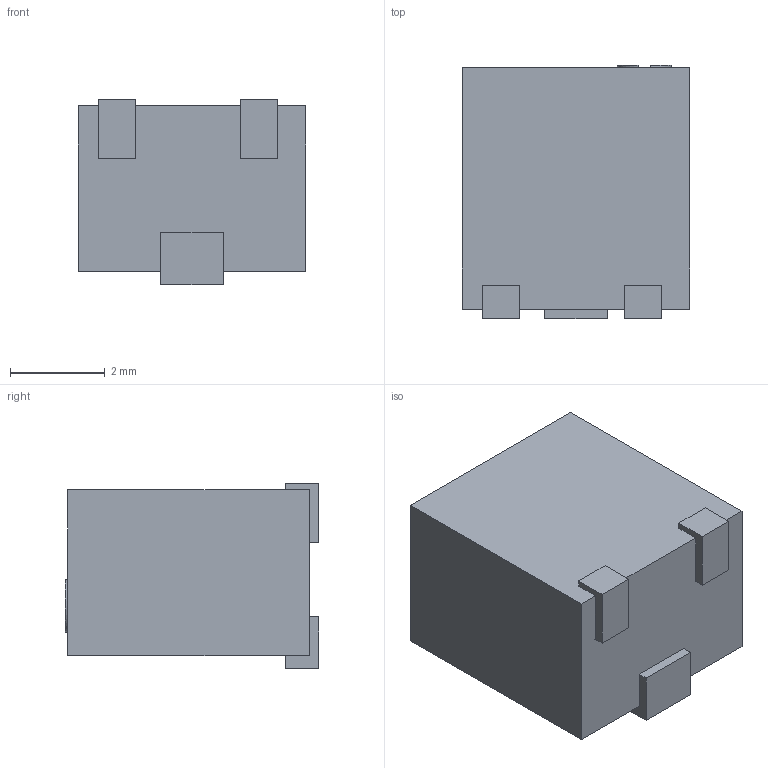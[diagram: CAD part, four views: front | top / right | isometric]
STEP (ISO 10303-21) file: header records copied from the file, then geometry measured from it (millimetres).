
FILE_DESCRIPTION (( 'STEP AP214' ), '1' );
FILE_NAME ('3224W-1-500E.STEP', '2023-03-13T12:31:33', ( '' ), ( '' ), 'SwSTEP 2.0', 'SolidWorks 2021', '' );
FILE_SCHEMA (( 'AUTOMOTIVE_DESIGN' ));
Length unit declared in the file: millimetre
Products named in the file (1): 3224W-1-500E
Bounding box: 4.8 x 5.35 x 3.9 mm (x, y, z)
Volume: 86.5 mm3; surface area: 145.4 mm2
Topology: 5 solids, 5 shells, 47 faces, 108 edges, 72 vertices
Faces by surface type: plane 43, cylinder 4
Entity records: 1450 total; most frequent: CARTESIAN_POINT 228, ORIENTED_EDGE 216, DIRECTION 216, EDGE_CURVE 108, LINE 96, VECTOR 96, VERTEX_POINT 72, AXIS2_PLACEMENT_3D 60
